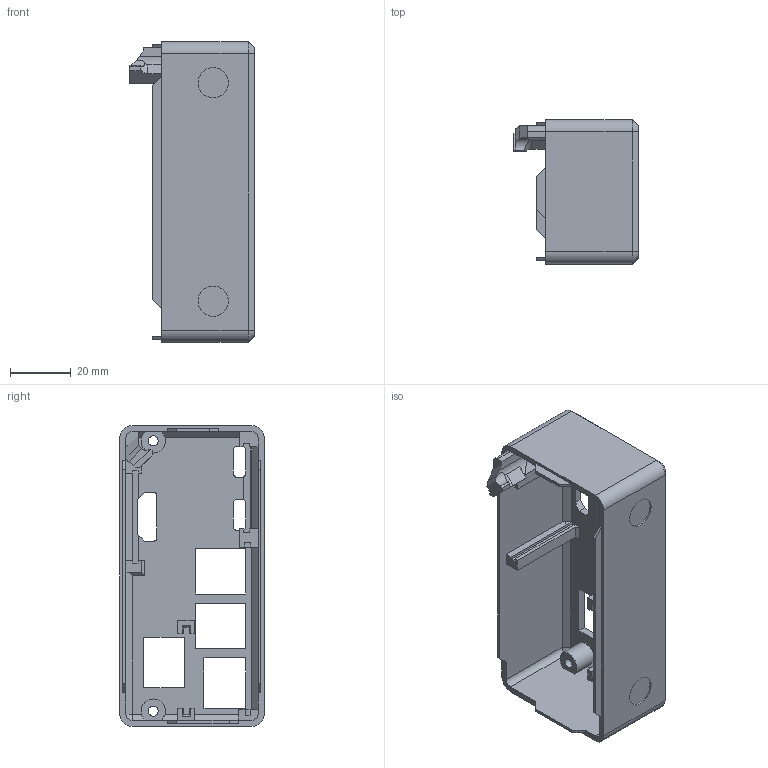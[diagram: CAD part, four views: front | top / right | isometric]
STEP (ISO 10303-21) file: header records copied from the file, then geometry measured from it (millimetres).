
FILE_DESCRIPTION(/* description */ (''),/* implementation_level */ '2;1');
FILE_NAME(/* name */ 'DIY_PiKVM_v2.step',/* time_stamp */ '2026-01-06T11:07:55Z',/* author */ (''),/* organization */ (''),/* preprocessor_version */ 'ST-DEVELOPER v20.1',/* originating_system */ 'Autodesk Translation Framework v14.21.0.0',/* authorisation */ '');
FILE_SCHEMA (('AUTOMOTIVE_DESIGN { 1 0 10303 214 3 1 1 }'));
Length unit declared in the file: millimetre
Products named in the file (3): PiKVM v3_2 ATX; Front v1; Label
Assembly tree (2 placements, depth 2):
  PiKVM v3_2 ATX
    Front v1
    Label
Bounding box: 41 x 47.5 x 99 mm (x, y, z)
Volume: 28227.8 mm3; surface area: 27922.6 mm2
Topology: 9 solids, 9 shells, 814 faces, 2196 edges, 1407 vertices
Faces by surface type: bspline 392, plane 386, cylinder 30, cone 6
Full cylindrical faces by diameter (mm): 3.3 x2, 5.8 x2, 10 x2
Entity records: 28923 total; most frequent: CARTESIAN_POINT 10819, ORIENTED_EDGE 4388, DIRECTION 2494, EDGE_CURVE 2194, LINE 1458, VECTOR 1458, VERTEX_POINT 1407, EDGE_LOOP 851
